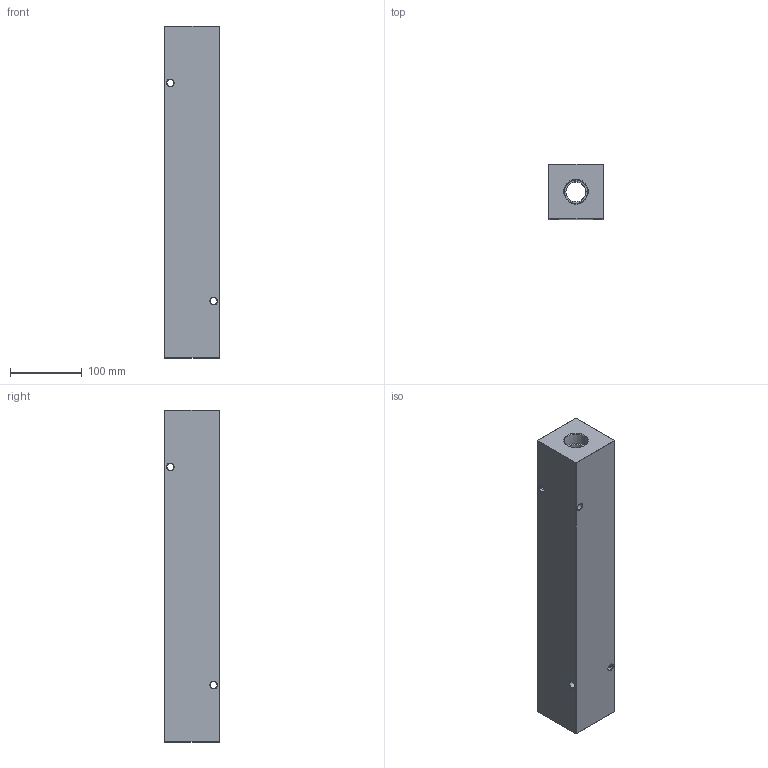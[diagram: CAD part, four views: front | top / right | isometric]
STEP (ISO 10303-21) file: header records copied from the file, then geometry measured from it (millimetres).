
FILE_DESCRIPTION (( 'STEP AP214' ), '1' );
FILE_NAME ('HM-6-0-P-16-12.STEP', '2020-02-28T20:40:04', ( '' ), ( '' ), 'SwSTEP 2.0', 'SolidWorks 2019', '' );
FILE_SCHEMA (( 'AUTOMOTIVE_DESIGN' ));
Length unit declared in the file: inch
Products named in the file (1): HM-6-0-P-16-12
Bounding box: 76.2 x 76.2 x 463.55 mm (x, y, z)
Volume: 2302985.1 mm3; surface area: 207550.3 mm2
Topology: 1 solids, 1 shells, 500 faces, 1298 edges, 844 vertices
Faces by surface type: plane 251, bspline 183, cone 36, cylinder 30
Entity records: 30880 total; most frequent: CARTESIAN_POINT 13586, ORIENTED_EDGE 2596, DIRECTION 1628, EDGE_CURVE 1298, VERTEX_POINT 844, VECTOR 816, LINE 816, EDGE_LOOP 570
